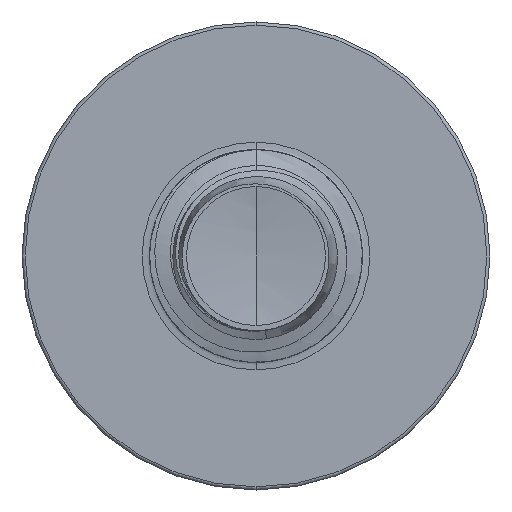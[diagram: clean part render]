
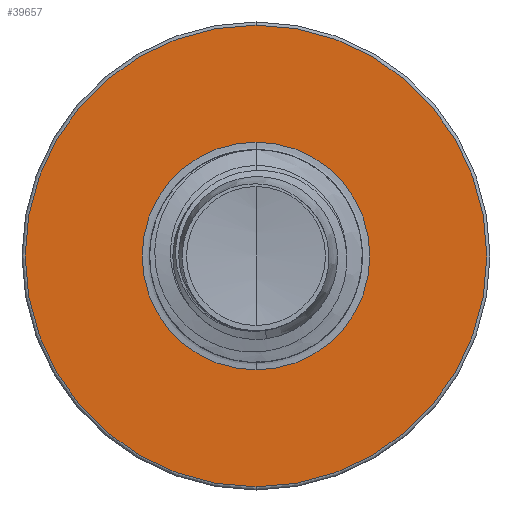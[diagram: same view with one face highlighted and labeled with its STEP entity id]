
A CAD part, front view. The second image highlights one B-rep face of the part: STEP entity #39657.
In plain terms, the highlighted planar face has unit normal (0, -1, 0).
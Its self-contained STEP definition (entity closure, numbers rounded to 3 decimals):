
#884 = CARTESIAN_POINT ( 'NONE',  ( 0., 32.5, 5.425 ) ) ;
#937 = ORIENTED_EDGE ( 'NONE', *, *, #5642, .F. ) ;
#1630 = CIRCLE ( 'NONE', #58792, 2.677 ) ;
#2232 = DIRECTION ( 'NONE',  ( 0., 0., 1. ) ) ;
#5642 = EDGE_CURVE ( 'NONE', #7201, #38483, #21678, .T. ) ;
#7080 = CARTESIAN_POINT ( 'NONE',  ( 0., 32.5, 0. ) ) ;
#7201 = VERTEX_POINT ( 'NONE', #884 ) ;
#8659 = AXIS2_PLACEMENT_3D ( 'NONE', #41152, #12044, #46070 ) ;
#11971 = DIRECTION ( 'NONE',  ( 0., 0., 1. ) ) ;
#12044 = DIRECTION ( 'NONE',  ( 0., 1., 0. ) ) ;
#14591 = CIRCLE ( 'NONE', #8659, 2.677 ) ;
#14715 = PLANE ( 'NONE',  #59234 ) ;
#14969 = AXIS2_PLACEMENT_3D ( 'NONE', #60552, #31301, #2232 ) ;
#16277 = CARTESIAN_POINT ( 'NONE',  ( 0., 32.5, 0. ) ) ;
#16812 = EDGE_LOOP ( 'NONE', ( #54700, #24595 ) ) ;
#19579 = DIRECTION ( 'NONE',  ( 0., 1., 0. ) ) ;
#19695 = CARTESIAN_POINT ( 'NONE',  ( 0., 32.5, 2.677 ) ) ;
#21133 = DIRECTION ( 'NONE',  ( 0., 0., 1. ) ) ;
#21678 = CIRCLE ( 'NONE', #14969, 5.425 ) ;
#24575 = CARTESIAN_POINT ( 'NONE',  ( 0., 32.5, -2.677 ) ) ;
#24595 = ORIENTED_EDGE ( 'NONE', *, *, #32123, .T. ) ;
#30523 = VERTEX_POINT ( 'NONE', #19695 ) ;
#31046 = CIRCLE ( 'NONE', #49916, 5.425 ) ;
#31163 = FACE_BOUND ( 'NONE', #16812, .T. ) ;
#31301 = DIRECTION ( 'NONE',  ( 0., 1., 0. ) ) ;
#31651 = EDGE_CURVE ( 'NONE', #30523, #43626, #1630, .T. ) ;
#32123 = EDGE_CURVE ( 'NONE', #43626, #30523, #14591, .T. ) ;
#38483 = VERTEX_POINT ( 'NONE', #61656 ) ;
#39657 = ADVANCED_FACE ( 'NONE', ( #57197, #31163 ), #14715, .F. ) ;
#41081 = DIRECTION ( 'NONE',  ( 0., 1., 0. ) ) ;
#41152 = CARTESIAN_POINT ( 'NONE',  ( 0., 32.5, 0. ) ) ;
#43626 = VERTEX_POINT ( 'NONE', #24575 ) ;
#46070 = DIRECTION ( 'NONE',  ( 0., 0., 1. ) ) ;
#48771 = CARTESIAN_POINT ( 'NONE',  ( 0., 32.5, -2.677 ) ) ;
#49428 = ORIENTED_EDGE ( 'NONE', *, *, #49729, .F. ) ;
#49729 = EDGE_CURVE ( 'NONE', #38483, #7201, #31046, .T. ) ;
#49916 = AXIS2_PLACEMENT_3D ( 'NONE', #7080, #41081, #11971 ) ;
#50370 = DIRECTION ( 'NONE',  ( 0., 1., 0. ) ) ;
#53686 = DIRECTION ( 'NONE',  ( 0., 0., 1. ) ) ;
#54700 = ORIENTED_EDGE ( 'NONE', *, *, #31651, .T. ) ;
#54816 = EDGE_LOOP ( 'NONE', ( #937, #49428 ) ) ;
#57197 = FACE_OUTER_BOUND ( 'NONE', #54816, .T. ) ;
#58792 = AXIS2_PLACEMENT_3D ( 'NONE', #16277, #50370, #21133 ) ;
#59234 = AXIS2_PLACEMENT_3D ( 'NONE', #48771, #19579, #53686 ) ;
#60552 = CARTESIAN_POINT ( 'NONE',  ( 0., 32.5, 0. ) ) ;
#61656 = CARTESIAN_POINT ( 'NONE',  ( 0., 32.5, -5.425 ) ) ;
